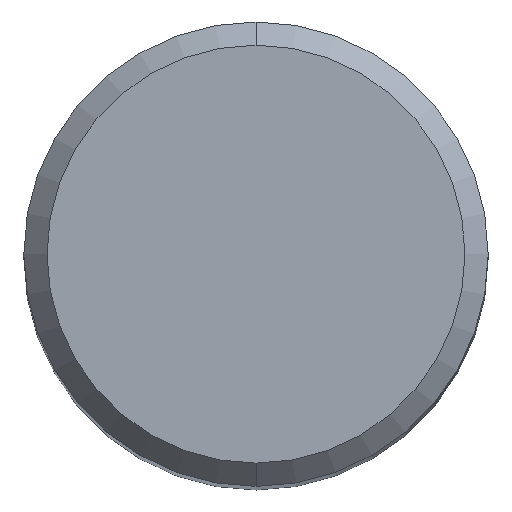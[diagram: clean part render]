
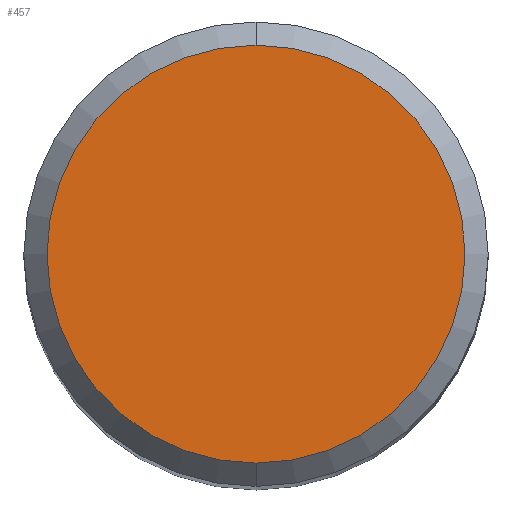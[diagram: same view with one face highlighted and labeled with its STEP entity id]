
A CAD part, top view. The second image highlights one B-rep face of the part: STEP entity #457.
In plain terms, the highlighted planar face has unit normal (0, 0, 1).
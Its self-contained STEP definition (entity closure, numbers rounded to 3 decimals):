
#183=VERTEX_POINT('',#491);
#187=EDGE_CURVE('',#321,#183,#495,.T.);
#309=EDGE_CURVE('',#183,#321,#633,.T.);
#321=VERTEX_POINT('',#646);
#457=ADVANCED_FACE('',(#793),#794,.T.);
#491=CARTESIAN_POINT('',(0.,-4.5,0.0));
#495=CIRCLE('',#837,4.5);
#633=CIRCLE('',#1166,4.5);
#646=CARTESIAN_POINT('',(0.0,4.5,0.0));
#793=FACE_OUTER_BOUND('',#1453,.T.);
#794=PLANE('',#1454);
#837=AXIS2_PLACEMENT_3D('',#1488,#1489,#1490);
#1166=AXIS2_PLACEMENT_3D('',#1663,#1664,#1665);
#1453=EDGE_LOOP('',(#1830,#1831));
#1454=AXIS2_PLACEMENT_3D('',#1832,#1833,#1834);
#1488=CARTESIAN_POINT('',(0.0,0.0,0.0));
#1489=DIRECTION('',(0.0,0.0,-1.0));
#1490=DIRECTION('',(0.0,1.0,0.0));
#1663=CARTESIAN_POINT('',(0.0,0.0,0.0));
#1664=DIRECTION('',(0.0,0.0,-1.0));
#1665=DIRECTION('',(0.0,1.0,0.0));
#1830=ORIENTED_EDGE('',*,*,#187,.F.);
#1831=ORIENTED_EDGE('',*,*,#309,.F.);
#1832=CARTESIAN_POINT('',(0.0,2.25,0.0));
#1833=DIRECTION('',(-0.0,0.0,1.0));
#1834=DIRECTION('',(0.0,-1.0,0.0));
